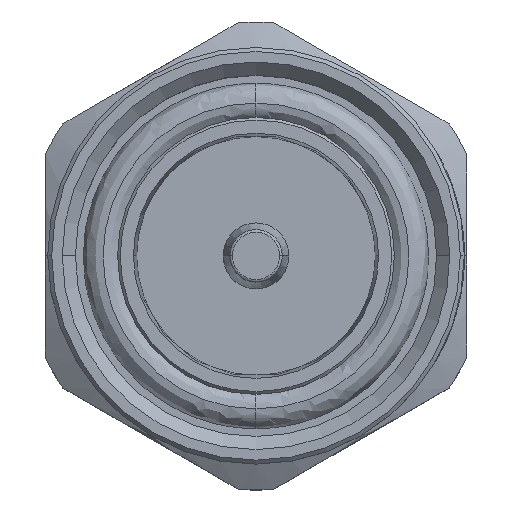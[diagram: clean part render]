
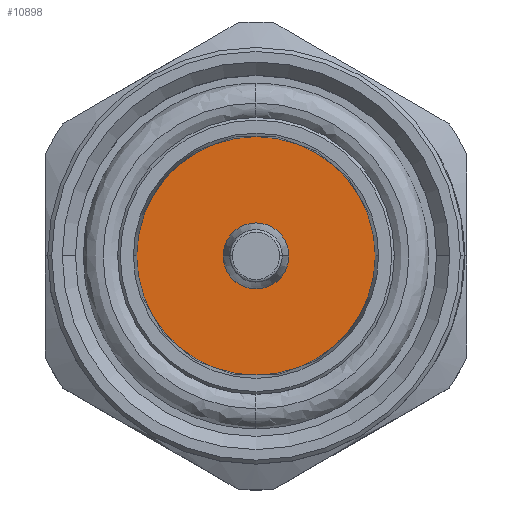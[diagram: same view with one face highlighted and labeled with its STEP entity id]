
A CAD part, top view. The second image highlights one B-rep face of the part: STEP entity #10898.
In plain terms, the highlighted planar face has unit normal (0, 0, 1).
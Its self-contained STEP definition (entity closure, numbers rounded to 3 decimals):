
#1254 = DIRECTION ( 'NONE',  ( -1., 0., 0. ) ) ;
#1561 = VERTEX_POINT ( 'NONE', #10441 ) ;
#1888 = VERTEX_POINT ( 'NONE', #6333 ) ;
#2073 = CIRCLE ( 'NONE', #8592, 2.5 ) ;
#2836 = AXIS2_PLACEMENT_3D ( 'NONE', #13709, #5485, #15099 ) ;
#3012 = CARTESIAN_POINT ( 'NONE',  ( 0., 0., -5.12 ) ) ;
#3211 = EDGE_LOOP ( 'NONE', ( #10690, #7975 ) ) ;
#3260 = CARTESIAN_POINT ( 'NONE',  ( -9.05, 0., -5.12 ) ) ;
#3357 = CARTESIAN_POINT ( 'NONE',  ( 0., 0., -5.12 ) ) ;
#3405 = PLANE ( 'NONE',  #10170 ) ;
#4147 = AXIS2_PLACEMENT_3D ( 'NONE', #3357, #12954, #4751 ) ;
#4398 = DIRECTION ( 'NONE',  ( -1., 0., 0. ) ) ;
#4751 = DIRECTION ( 'NONE',  ( -1., 0., 0. ) ) ;
#4789 = DIRECTION ( 'NONE',  ( 0., 0., -1. ) ) ;
#5485 = DIRECTION ( 'NONE',  ( 0., 0., 1. ) ) ;
#5887 = VERTEX_POINT ( 'NONE', #3260 ) ;
#6208 = EDGE_CURVE ( 'NONE', #11702, #1888, #14803, .T. ) ;
#6311 = CIRCLE ( 'NONE', #14071, 9.05 ) ;
#6333 = CARTESIAN_POINT ( 'NONE',  ( -2.5, 0., -5.12 ) ) ;
#6404 = CARTESIAN_POINT ( 'NONE',  ( 2.5, 0., -5.12 ) ) ;
#7975 = ORIENTED_EDGE ( 'NONE', *, *, #8965, .F. ) ;
#8172 = ORIENTED_EDGE ( 'NONE', *, *, #13581, .F. ) ;
#8592 = AXIS2_PLACEMENT_3D ( 'NONE', #3012, #12596, #4398 ) ;
#8965 = EDGE_CURVE ( 'NONE', #1888, #11702, #2073, .T. ) ;
#9479 = DIRECTION ( 'NONE',  ( 0., 0., -1. ) ) ;
#10170 = AXIS2_PLACEMENT_3D ( 'NONE', #12988, #4789, #14372 ) ;
#10441 = CARTESIAN_POINT ( 'NONE',  ( 9.05, 0., -5.12 ) ) ;
#10690 = ORIENTED_EDGE ( 'NONE', *, *, #6208, .F. ) ;
#10691 = FACE_BOUND ( 'NONE', #3211, .T. ) ;
#10898 = ADVANCED_FACE ( 'NONE', ( #10691, #17502 ), #3405, .F. ) ;
#11702 = VERTEX_POINT ( 'NONE', #6404 ) ;
#12246 = EDGE_LOOP ( 'NONE', ( #8172, #13920 ) ) ;
#12596 = DIRECTION ( 'NONE',  ( 0., 0., 1. ) ) ;
#12954 = DIRECTION ( 'NONE',  ( 0., 0., -1. ) ) ;
#12988 = CARTESIAN_POINT ( 'NONE',  ( 0., 0., -5.12 ) ) ;
#13581 = EDGE_CURVE ( 'NONE', #1561, #5887, #15089, .T. ) ;
#13709 = CARTESIAN_POINT ( 'NONE',  ( 0., 0., -5.12 ) ) ;
#13920 = ORIENTED_EDGE ( 'NONE', *, *, #15623, .F. ) ;
#14071 = AXIS2_PLACEMENT_3D ( 'NONE', #17635, #9479, #1254 ) ;
#14372 = DIRECTION ( 'NONE',  ( -1., 0., 0. ) ) ;
#14803 = CIRCLE ( 'NONE', #2836, 2.5 ) ;
#15089 = CIRCLE ( 'NONE', #4147, 9.05 ) ;
#15099 = DIRECTION ( 'NONE',  ( -1., 0., 0. ) ) ;
#15623 = EDGE_CURVE ( 'NONE', #5887, #1561, #6311, .T. ) ;
#17502 = FACE_OUTER_BOUND ( 'NONE', #12246, .T. ) ;
#17635 = CARTESIAN_POINT ( 'NONE',  ( 0., 0., -5.12 ) ) ;
